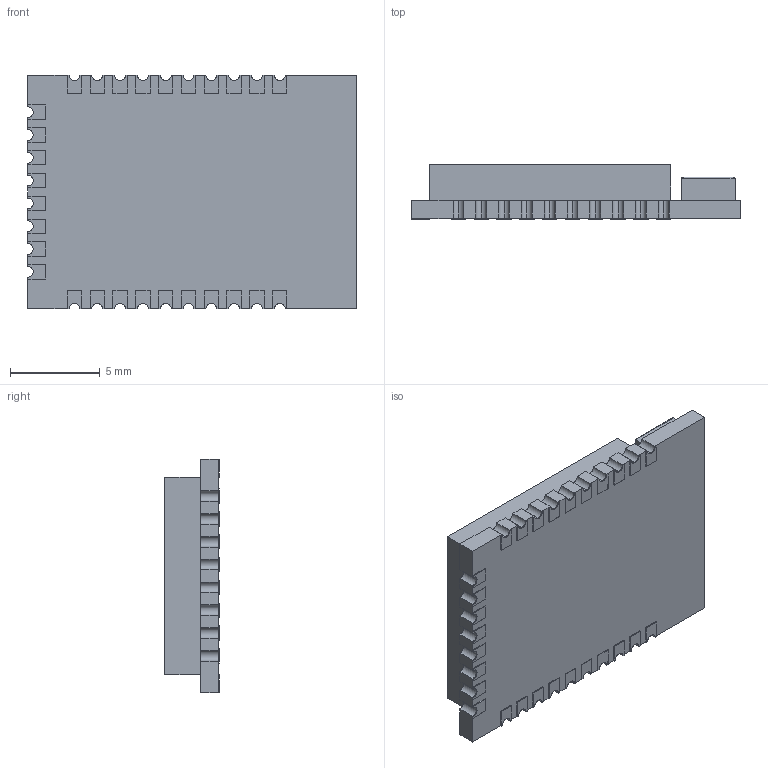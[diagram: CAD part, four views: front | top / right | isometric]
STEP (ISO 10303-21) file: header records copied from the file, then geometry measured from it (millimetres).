
FILE_DESCRIPTION (( 'STEP AP214' ), '1' );
FILE_NAME ('User Library-E73-2G4M08S1C.STEP', '2020-06-11T08:02:53', ( '' ), ( '' ), 'SwSTEP 2.0', 'SolidWorks 2019', '' );
FILE_SCHEMA (( 'AUTOMOTIVE_DESIGN' ));
Length unit declared in the file: millimetre
Products named in the file (1): User Library-E73-2G4M08S1C
Bounding box: 18.29 x 3.05 x 13 mm (x, y, z)
Volume: 572.6 mm3; surface area: 1075.8 mm2
Topology: 31 solids, 31 shells, 322 faces, 776 edges, 516 vertices
Faces by surface type: plane 242, cylinder 80
Entity records: 10163 total; most frequent: CARTESIAN_POINT 1627, DIRECTION 1570, ORIENTED_EDGE 1552, EDGE_CURVE 776, LINE 620, VECTOR 620, VERTEX_POINT 516, AXIS2_PLACEMENT_3D 475
